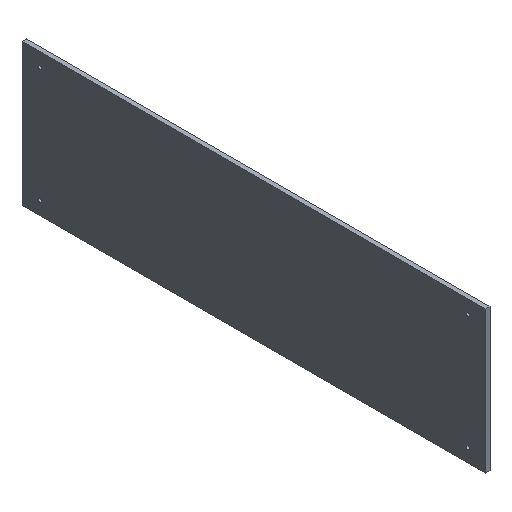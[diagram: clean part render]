
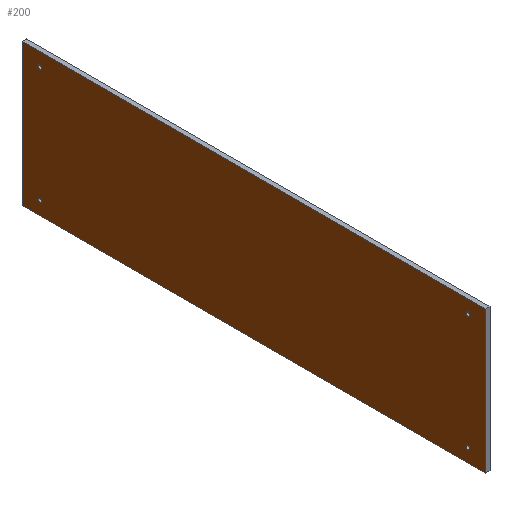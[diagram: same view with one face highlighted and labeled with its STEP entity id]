
A CAD part, isometric view. The second image highlights one B-rep face of the part: STEP entity #200.
In plain terms, the highlighted planar face has unit normal (-1, 0, 0).
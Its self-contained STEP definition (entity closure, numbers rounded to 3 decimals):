
#18=FACE_BOUND('',#55,.T.);
#19=FACE_BOUND('',#56,.T.);
#20=FACE_BOUND('',#57,.T.);
#21=FACE_BOUND('',#58,.T.);
#30=PLANE('',#232);
#40=FACE_OUTER_BOUND('',#54,.T.);
#54=EDGE_LOOP('',(#179,#180,#181,#182));
#55=EDGE_LOOP('',(#183));
#56=EDGE_LOOP('',(#184));
#57=EDGE_LOOP('',(#185));
#58=EDGE_LOOP('',(#186));
#63=LINE('',#315,#79);
#67=LINE('',#323,#83);
#70=LINE('',#329,#86);
#73=LINE('',#334,#89);
#79=VECTOR('',#265,10.);
#83=VECTOR('',#271,10.);
#86=VECTOR('',#276,10.);
#89=VECTOR('',#281,10.);
#92=CIRCLE('',#217,2.);
#94=CIRCLE('',#220,2.);
#96=CIRCLE('',#223,2.);
#98=CIRCLE('',#226,2.);
#100=VERTEX_POINT('',#291);
#102=VERTEX_POINT('',#297);
#104=VERTEX_POINT('',#303);
#106=VERTEX_POINT('',#309);
#107=VERTEX_POINT('',#313);
#108=VERTEX_POINT('',#314);
#111=VERTEX_POINT('',#322);
#113=VERTEX_POINT('',#328);
#117=EDGE_CURVE('',#100,#100,#92,.T.);
#120=EDGE_CURVE('',#102,#102,#94,.T.);
#123=EDGE_CURVE('',#104,#104,#96,.T.);
#126=EDGE_CURVE('',#106,#106,#98,.T.);
#127=EDGE_CURVE('',#107,#108,#63,.T.);
#131=EDGE_CURVE('',#108,#111,#67,.T.);
#134=EDGE_CURVE('',#111,#113,#70,.T.);
#137=EDGE_CURVE('',#113,#107,#73,.T.);
#179=ORIENTED_EDGE('',*,*,#137,.T.);
#180=ORIENTED_EDGE('',*,*,#127,.T.);
#181=ORIENTED_EDGE('',*,*,#131,.T.);
#182=ORIENTED_EDGE('',*,*,#134,.T.);
#183=ORIENTED_EDGE('',*,*,#117,.T.);
#184=ORIENTED_EDGE('',*,*,#120,.T.);
#185=ORIENTED_EDGE('',*,*,#123,.T.);
#186=ORIENTED_EDGE('',*,*,#126,.T.);
#200=ADVANCED_FACE('',(#40,#18,#19,#20,#21),#30,.F.);
#217=AXIS2_PLACEMENT_3D('',#293,#240,#241);
#220=AXIS2_PLACEMENT_3D('',#299,#247,#248);
#223=AXIS2_PLACEMENT_3D('',#305,#254,#255);
#226=AXIS2_PLACEMENT_3D('',#311,#261,#262);
#232=AXIS2_PLACEMENT_3D('',#337,#285,#286);
#240=DIRECTION('center_axis',(1.,0.,0.));
#241=DIRECTION('ref_axis',(0.,0.,-1.));
#247=DIRECTION('center_axis',(1.,0.,0.));
#248=DIRECTION('ref_axis',(0.,0.,-1.));
#254=DIRECTION('center_axis',(1.,0.,0.));
#255=DIRECTION('ref_axis',(0.,0.,-1.));
#261=DIRECTION('center_axis',(1.,0.,0.));
#262=DIRECTION('ref_axis',(0.,0.,-1.));
#265=DIRECTION('',(0.,1.,0.));
#271=DIRECTION('',(0.,0.,-1.));
#276=DIRECTION('',(0.,-1.,0.));
#281=DIRECTION('',(0.,0.,1.));
#285=DIRECTION('center_axis',(1.,0.,0.));
#286=DIRECTION('ref_axis',(0.,0.,-1.));
#291=CARTESIAN_POINT('',(-219.244,-234.616,-83.));
#293=CARTESIAN_POINT('Origin',(-219.244,-234.616,-85.));
#297=CARTESIAN_POINT('',(-219.244,247.384,47.));
#299=CARTESIAN_POINT('Origin',(-219.244,247.384,45.));
#303=CARTESIAN_POINT('',(-219.244,-234.616,47.));
#305=CARTESIAN_POINT('Origin',(-219.244,-234.616,45.));
#309=CARTESIAN_POINT('',(-219.244,247.384,-83.));
#311=CARTESIAN_POINT('Origin',(-219.244,247.384,-85.));
#313=CARTESIAN_POINT('',(-219.244,-254.616,60.));
#314=CARTESIAN_POINT('',(-219.244,267.384,60.));
#315=CARTESIAN_POINT('',(-219.244,-254.616,60.));
#322=CARTESIAN_POINT('',(-219.244,267.384,-100.));
#323=CARTESIAN_POINT('',(-219.244,267.384,60.));
#328=CARTESIAN_POINT('',(-219.244,-254.616,-100.));
#329=CARTESIAN_POINT('',(-219.244,267.384,-100.));
#334=CARTESIAN_POINT('',(-219.244,-254.616,-100.));
#337=CARTESIAN_POINT('Origin',(-219.244,6.384,-20.));
